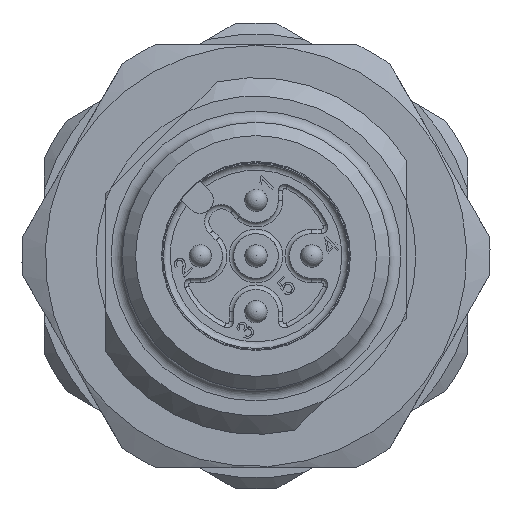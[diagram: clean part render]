
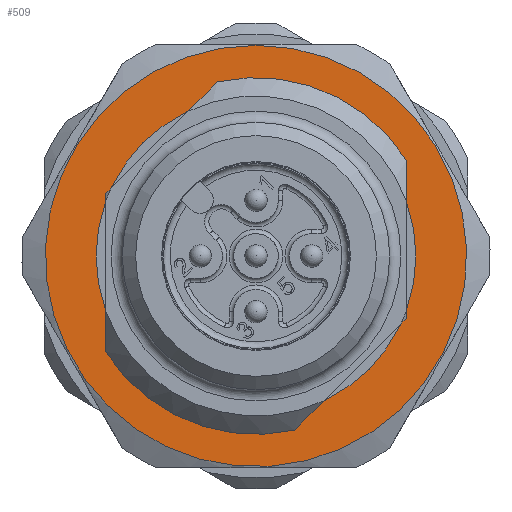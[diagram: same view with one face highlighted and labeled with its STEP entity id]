
A CAD part, front view. The second image highlights one B-rep face of the part: STEP entity #509.
In plain terms, the highlighted planar face has unit normal (0, -1, 0).
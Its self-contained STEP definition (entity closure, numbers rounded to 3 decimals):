
#111=FACE_BOUND('',#1047,.T.);
#112=FACE_BOUND('',#1048,.T.);
#396=PLANE('',#4544);
#509=ADVANCED_FACE('',(#111,#112),#396,.T.);
#1047=EDGE_LOOP('',(#2091));
#1048=EDGE_LOOP('',(#2092,#2093,#2094,#2095,#2096,#2097,#2098,#2099,#2100,
#2101,#2102,#2103,#2104,#2105));
#1354=LINE('',#6231,#1657);
#1356=LINE('',#6234,#1659);
#1362=LINE('',#6250,#1665);
#1363=LINE('',#6251,#1666);
#1369=LINE('',#6267,#1672);
#1371=LINE('',#6270,#1674);
#1376=LINE('',#6284,#1679);
#1377=LINE('',#6285,#1680);
#1657=VECTOR('',#5014,1.);
#1659=VECTOR('',#5016,1.);
#1665=VECTOR('',#5024,1.);
#1666=VECTOR('',#5025,1.);
#1672=VECTOR('',#5033,1.);
#1674=VECTOR('',#5035,1.);
#1679=VECTOR('',#5042,1.);
#1680=VECTOR('',#5043,1.);
#2091=ORIENTED_EDGE('',*,*,#3740,.F.);
#2092=ORIENTED_EDGE('',*,*,#3741,.F.);
#2093=ORIENTED_EDGE('',*,*,#3713,.T.);
#2094=ORIENTED_EDGE('',*,*,#3720,.T.);
#2095=ORIENTED_EDGE('',*,*,#3742,.F.);
#2096=ORIENTED_EDGE('',*,*,#3721,.T.);
#2097=ORIENTED_EDGE('',*,*,#3678,.F.);
#2098=ORIENTED_EDGE('',*,*,#3736,.F.);
#2099=ORIENTED_EDGE('',*,*,#3743,.F.);
#2100=ORIENTED_EDGE('',*,*,#3737,.F.);
#2101=ORIENTED_EDGE('',*,*,#3728,.F.);
#2102=ORIENTED_EDGE('',*,*,#3744,.F.);
#2103=ORIENTED_EDGE('',*,*,#3730,.F.);
#2104=ORIENTED_EDGE('',*,*,#3700,.F.);
#2105=ORIENTED_EDGE('',*,*,#3711,.T.);
#3248=VERTEX_POINT('',#6131);
#3250=VERTEX_POINT('',#6134);
#3265=VERTEX_POINT('',#6200);
#3266=VERTEX_POINT('',#6202);
#3274=VERTEX_POINT('',#6230);
#3275=VERTEX_POINT('',#6233);
#3276=VERTEX_POINT('',#6235);
#3280=VERTEX_POINT('',#6249);
#3281=VERTEX_POINT('',#6252);
#3285=VERTEX_POINT('',#6266);
#3286=VERTEX_POINT('',#6268);
#3287=VERTEX_POINT('',#6271);
#3290=VERTEX_POINT('',#6283);
#3291=VERTEX_POINT('',#6286);
#3293=VERTEX_POINT('',#6292);
#3678=EDGE_CURVE('',#3248,#3250,#4299,.T.);
#3700=EDGE_CURVE('',#3265,#3266,#4307,.T.);
#3711=EDGE_CURVE('',#3265,#3274,#1354,.T.);
#3713=EDGE_CURVE('',#3276,#3275,#1356,.T.);
#3720=EDGE_CURVE('',#3275,#3280,#1362,.T.);
#3721=EDGE_CURVE('',#3281,#3250,#1363,.T.);
#3728=EDGE_CURVE('',#3285,#3286,#1369,.T.);
#3730=EDGE_CURVE('',#3266,#3287,#1371,.T.);
#3736=EDGE_CURVE('',#3290,#3248,#1376,.T.);
#3737=EDGE_CURVE('',#3286,#3291,#1377,.T.);
#3740=EDGE_CURVE('',#3293,#3293,#4314,.T.);
#3741=EDGE_CURVE('',#3276,#3274,#4315,.T.);
#3742=EDGE_CURVE('',#3281,#3280,#4316,.T.);
#3743=EDGE_CURVE('',#3291,#3290,#4317,.T.);
#3744=EDGE_CURVE('',#3287,#3285,#4318,.T.);
#4299=CIRCLE('',#4507,8.);
#4307=CIRCLE('',#4521,8.);
#4314=CIRCLE('',#4539,9.45);
#4315=CIRCLE('',#4540,7.172);
#4316=CIRCLE('',#4541,7.172);
#4317=CIRCLE('',#4542,7.172);
#4318=CIRCLE('',#4543,7.172);
#4507=AXIS2_PLACEMENT_3D('',#6133,#4949,#4950);
#4521=AXIS2_PLACEMENT_3D('',#6201,#4983,#4984);
#4539=AXIS2_PLACEMENT_3D('',#6291,#5048,#5049);
#4540=AXIS2_PLACEMENT_3D('',#6293,#5050,#5051);
#4541=AXIS2_PLACEMENT_3D('',#6294,#5052,#5053);
#4542=AXIS2_PLACEMENT_3D('',#6295,#5054,#5055);
#4543=AXIS2_PLACEMENT_3D('',#6296,#5056,#5057);
#4544=AXIS2_PLACEMENT_3D('',#6297,#5058,#5059);
#4949=DIRECTION('',(0.,-1.,0.));
#4950=DIRECTION('',(0.,0.,1.));
#4983=DIRECTION('',(0.,-1.,0.));
#4984=DIRECTION('',(0.,0.,1.));
#5014=DIRECTION('',(0.,0.,-1.));
#5016=DIRECTION('',(0.,0.,-1.));
#5024=DIRECTION('',(-0.707,0.,-0.707));
#5025=DIRECTION('',(-0.707,0.,-0.707));
#5033=DIRECTION('',(-0.707,0.,-0.707));
#5035=DIRECTION('',(-0.707,0.,-0.707));
#5042=DIRECTION('',(0.,0.,-1.));
#5043=DIRECTION('',(0.,0.,-1.));
#5048=DIRECTION('',(0.,1.,0.));
#5049=DIRECTION('',(0.,0.,1.));
#5050=DIRECTION('',(0.,-1.,0.));
#5051=DIRECTION('',(0.,0.,-1.));
#5052=DIRECTION('',(0.,-1.,0.));
#5053=DIRECTION('',(0.,0.,-1.));
#5054=DIRECTION('',(0.,-1.,0.));
#5055=DIRECTION('',(0.,0.,-1.));
#5056=DIRECTION('',(0.,-1.,0.));
#5057=DIRECTION('',(0.,0.,-1.));
#5058=DIRECTION('',(0.,-1.,0.));
#5059=DIRECTION('',(0.,0.,1.));
#6131=CARTESIAN_POINT('',(12.5,-6.25,-4.294));
#6133=CARTESIAN_POINT('',(19.25,-6.25,0.));
#6134=CARTESIAN_POINT('',(20.987,-6.25,-7.809));
#6200=CARTESIAN_POINT('',(26.,-6.25,4.294));
#6201=CARTESIAN_POINT('',(19.25,-6.25,0.));
#6202=CARTESIAN_POINT('',(17.513,-6.25,7.809));
#6230=CARTESIAN_POINT('',(26.,-6.25,2.424));
#6231=CARTESIAN_POINT('',(26.,-6.25,5.744));
#6233=CARTESIAN_POINT('',(26.,-6.25,-2.796));
#6234=CARTESIAN_POINT('',(26.,-6.25,5.744));
#6235=CARTESIAN_POINT('',(26.,-6.25,-2.424));
#6249=CARTESIAN_POINT('',(25.737,-6.25,-3.059));
#6250=CARTESIAN_POINT('',(26.,-6.25,-2.796));
#6251=CARTESIAN_POINT('',(26.,-6.25,-2.796));
#6252=CARTESIAN_POINT('',(22.309,-6.25,-6.487));
#6266=CARTESIAN_POINT('',(12.763,-6.25,3.059));
#6267=CARTESIAN_POINT('',(18.539,-6.25,8.835));
#6268=CARTESIAN_POINT('',(12.5,-6.25,2.796));
#6270=CARTESIAN_POINT('',(18.539,-6.25,8.835));
#6271=CARTESIAN_POINT('',(16.191,-6.25,6.487));
#6283=CARTESIAN_POINT('',(12.5,-6.25,-2.424));
#6284=CARTESIAN_POINT('',(12.5,-6.25,2.796));
#6285=CARTESIAN_POINT('',(12.5,-6.25,2.796));
#6286=CARTESIAN_POINT('',(12.5,-6.25,2.424));
#6291=CARTESIAN_POINT('',(19.25,-6.25,0.));
#6292=CARTESIAN_POINT('',(19.25,-6.25,9.45));
#6293=CARTESIAN_POINT('',(19.25,-6.25,0.));
#6294=CARTESIAN_POINT('',(19.25,-6.25,0.));
#6295=CARTESIAN_POINT('',(19.25,-6.25,0.));
#6296=CARTESIAN_POINT('',(19.25,-6.25,0.));
#6297=CARTESIAN_POINT('',(19.25,-6.25,0.));
